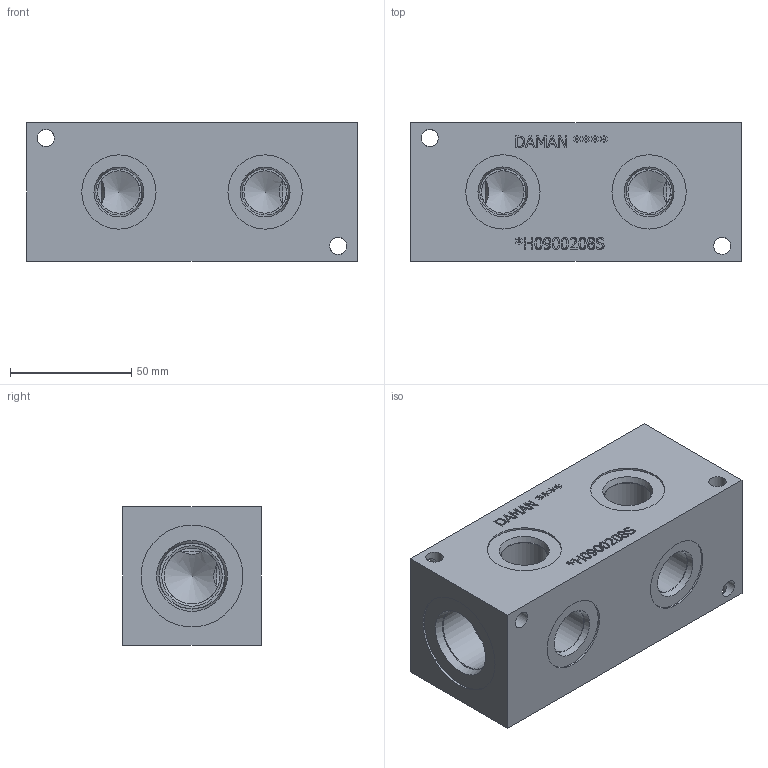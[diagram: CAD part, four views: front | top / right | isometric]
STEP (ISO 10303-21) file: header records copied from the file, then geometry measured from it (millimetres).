
FILE_DESCRIPTION(/* description */ (''),/* implementation_level */ '2;1');
FILE_NAME(/* name */ '_H0900208S.stp',/* time_stamp */ '2020-03-26T08:32:44-04:00',/* author */ ('devonn'),/* organization */ (''),/* preprocessor_version */ 'ST-DEVELOPER v17',/* originating_system */ 'Autodesk Inventor 2019',/* authorisation */ '');
FILE_SCHEMA (('AUTOMOTIVE_DESIGN { 1 0 10303 214 3 1 1 }'));
Length unit declared in the file: millimetre
Products named in the file (1): Part_AH0900208S_3D
Bounding box: 136.53 x 57.15 x 57.15 mm (x, y, z)
Volume: 378012.6 mm3; surface area: 51754.9 mm2
Topology: 1 solids, 1 shells, 389 faces, 1080 edges, 722 vertices
Faces by surface type: plane 214, bspline 121, cylinder 34, cone 20
Full cylindrical faces by diameter (mm): 7.137 x8, 17.501 x4, 19.05 x4, 19.253 x4, 23.012 x2, 24.917 x2, 26.99 x1, 27 x1, 27.432 x2, 30.632 x4, 42.037 x2
Entity records: 13461 total; most frequent: CARTESIAN_POINT 3877, ORIENTED_EDGE 2148, DIRECTION 1470, EDGE_CURVE 1074, VERTEX_POINT 722, LINE 688, VECTOR 688, EDGE_LOOP 444
